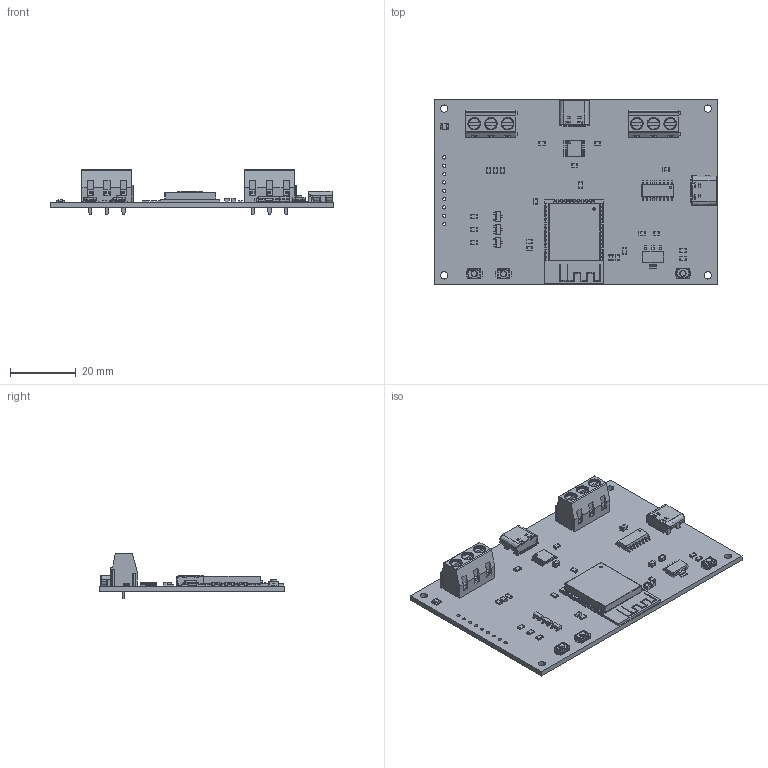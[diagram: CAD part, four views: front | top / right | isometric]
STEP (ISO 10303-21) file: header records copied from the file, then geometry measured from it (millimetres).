
FILE_DESCRIPTION(('KiCad electronic assembly'),'2;1');
FILE_NAME('pcb.step','2022-03-16T12:59:29',('Pcbnew'),('Kicad'), 'Open CASCADE STEP processor 7.5','KiCad to STEP converter','Unknown' );
FILE_SCHEMA(('AUTOMOTIVE_DESIGN { 1 0 10303 214 1 1 1 1 }'));
Length unit declared in the file: millimetre
Products named in the file (24): pcb 1; TYPE-C-31-M-12; COMPOUND; R_0805_2012Metric; SOLID; SOT-23; SKRKAEE020; SOIC-16_3.9x9.9mm_P1.27mm; TB006-508-03BE; C_0805_2012Metric; ESP32-WROOM-32; SOT-223; TS5V330PWR; LED_RGB_1210; Control PCB
Assembly tree (48 placements, depth 3):
  pcb 1
    TYPE-C-31-M-12  x2
      COMPOUND
    R_0805_2012Metric  x15
      SOLID
    SOT-23  x3
      SOLID
    SKRKAEE020  x3
      COMPOUND
    SOIC-16_3.9x9.9mm_P1.27mm
      SOLID
    TB006-508-03BE  x2
      COMPOUND
    C_0805_2012Metric  x6
      SOLID
    ESP32-WROOM-32
      SOLID
    SOT-223
      SOLID
    TS5V330PWR
      COMPOUND
    LED_RGB_1210
      SOLID
    Control PCB
Bounding box: 86.36 x 56.64 x 13.8 mm (x, y, z)
Volume: 10854.3 mm3; surface area: 17507 mm2
Topology: 166 solids, 167 shells, 5364 faces, 13632 edges, 8578 vertices
Faces by surface type: bspline 5303, cylinder 39, plane 22
Full cylindrical faces by diameter (mm): 0.7 x4, 1 x9, 1.3 x6, 2.2 x4
Entity records: 196912 total; most frequent: CARTESIAN_POINT 84426, B_SPLINE_CURVE_WITH_KNOTS 19791, ORIENTED_EDGE 15502, PCURVE 15502, DEFINITIONAL_REPRESENTATION 15502, EDGE_CURVE 7751, SURFACE_CURVE 7725, VERTEX_POINT 4893
